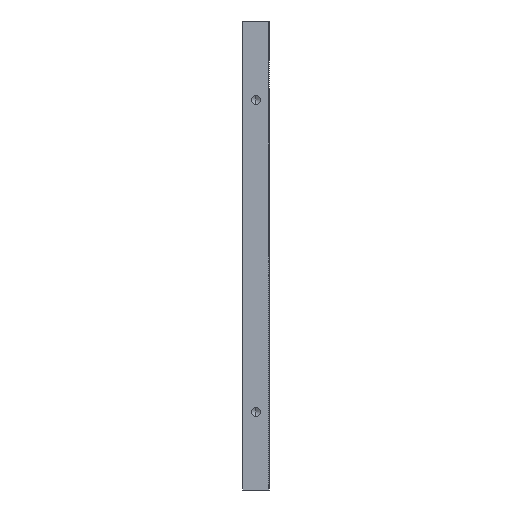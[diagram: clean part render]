
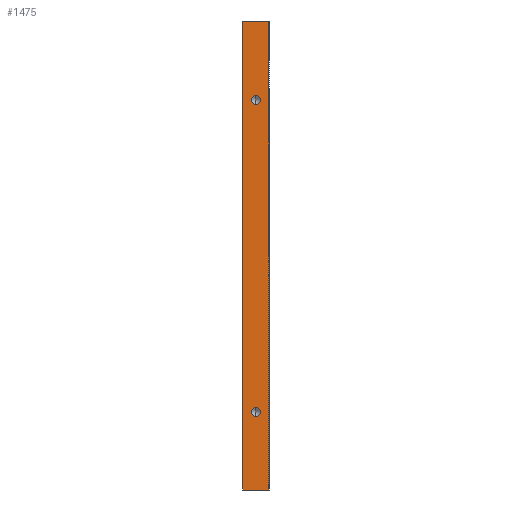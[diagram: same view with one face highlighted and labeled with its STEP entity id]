
A CAD part, left-side view. The second image highlights one B-rep face of the part: STEP entity #1475.
In plain terms, the highlighted planar face has unit normal (-1, 0, 0).
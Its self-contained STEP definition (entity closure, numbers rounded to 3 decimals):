
#29 = CARTESIAN_POINT ( 'NONE',  ( -280., 5., 90. ) ) ;
#31 = CARTESIAN_POINT ( 'NONE',  ( -280., 0., -58.35 ) ) ;
#57 = CARTESIAN_POINT ( 'NONE',  ( -280., 5., 90. ) ) ;
#65 = EDGE_CURVE ( 'NONE', #656, #942, #399, .T. ) ;
#70 = ORIENTED_EDGE ( 'NONE', *, *, #1382, .T. ) ;
#95 = EDGE_CURVE ( 'NONE', #1588, #1523, #1135, .T. ) ;
#151 = CARTESIAN_POINT ( 'NONE',  ( -280., 0., 60. ) ) ;
#173 = DIRECTION ( 'NONE',  ( 0., 0., -1. ) ) ;
#175 = EDGE_CURVE ( 'NONE', #1421, #1604, #1682, .T. ) ;
#176 = DIRECTION ( 'NONE',  ( -1., 0., 0. ) ) ;
#232 = EDGE_CURVE ( 'NONE', #942, #656, #1830, .T. ) ;
#264 = CARTESIAN_POINT ( 'NONE',  ( -280., -5., 90. ) ) ;
#289 = DIRECTION ( 'NONE',  ( 0., 0., 1. ) ) ;
#308 = DIRECTION ( 'NONE',  ( -1., 0., 0. ) ) ;
#328 = LINE ( 'NONE', #57, #1846 ) ;
#365 = FACE_OUTER_BOUND ( 'NONE', #1545, .T. ) ;
#399 = CIRCLE ( 'NONE', #625, 1.65 ) ;
#411 = CARTESIAN_POINT ( 'NONE',  ( -280., -5., -90. ) ) ;
#510 = VECTOR ( 'NONE', #1162, 1000. ) ;
#524 = DIRECTION ( 'NONE',  ( -1., 0., 0. ) ) ;
#543 = VERTEX_POINT ( 'NONE', #264 ) ;
#592 = DIRECTION ( 'NONE',  ( -1., 0., 0. ) ) ;
#609 = AXIS2_PLACEMENT_3D ( 'NONE', #29, #1075, #173 ) ;
#625 = AXIS2_PLACEMENT_3D ( 'NONE', #1036, #592, #289 ) ;
#631 = CARTESIAN_POINT ( 'NONE',  ( -280., 5., 90. ) ) ;
#656 = VERTEX_POINT ( 'NONE', #1477 ) ;
#663 = ORIENTED_EDGE ( 'NONE', *, *, #95, .F. ) ;
#668 = EDGE_CURVE ( 'NONE', #1604, #1421, #1640, .T. ) ;
#686 = ORIENTED_EDGE ( 'NONE', *, *, #668, .F. ) ;
#790 = VERTEX_POINT ( 'NONE', #411 ) ;
#820 = AXIS2_PLACEMENT_3D ( 'NONE', #151, #176, #1504 ) ;
#872 = CARTESIAN_POINT ( 'NONE',  ( -280., 5., 90. ) ) ;
#873 = CARTESIAN_POINT ( 'NONE',  ( -280., 5., -90. ) ) ;
#942 = VERTEX_POINT ( 'NONE', #31 ) ;
#952 = ORIENTED_EDGE ( 'NONE', *, *, #232, .F. ) ;
#1028 = DIRECTION ( 'NONE',  ( 0., -1., 0. ) ) ;
#1036 = CARTESIAN_POINT ( 'NONE',  ( -280., 0., -60. ) ) ;
#1075 = DIRECTION ( 'NONE',  ( 1., 0., 0. ) ) ;
#1093 = ORIENTED_EDGE ( 'NONE', *, *, #175, .F. ) ;
#1101 = EDGE_CURVE ( 'NONE', #1523, #543, #328, .T. ) ;
#1107 = CARTESIAN_POINT ( 'NONE',  ( -280., 5., -90. ) ) ;
#1121 = CARTESIAN_POINT ( 'NONE',  ( -280., 0., -60. ) ) ;
#1135 = LINE ( 'NONE', #872, #1464 ) ;
#1155 = DIRECTION ( 'NONE',  ( 0., 0., 1. ) ) ;
#1162 = DIRECTION ( 'NONE',  ( 0., 0., 1. ) ) ;
#1188 = CARTESIAN_POINT ( 'NONE',  ( -280., 0., 60. ) ) ;
#1194 = FACE_BOUND ( 'NONE', #1414, .T. ) ;
#1195 = PLANE ( 'NONE',  #609 ) ;
#1203 = AXIS2_PLACEMENT_3D ( 'NONE', #1121, #524, #1659 ) ;
#1215 = ORIENTED_EDGE ( 'NONE', *, *, #65, .F. ) ;
#1231 = CARTESIAN_POINT ( 'NONE',  ( -280., 0., 58.35 ) ) ;
#1293 = CARTESIAN_POINT ( 'NONE',  ( -280., -5., 90. ) ) ;
#1382 = EDGE_CURVE ( 'NONE', #1588, #790, #1892, .T. ) ;
#1414 = EDGE_LOOP ( 'NONE', ( #952, #1215 ) ) ;
#1421 = VERTEX_POINT ( 'NONE', #1496 ) ;
#1422 = DIRECTION ( 'NONE',  ( 0., 0., 1. ) ) ;
#1464 = VECTOR ( 'NONE', #1155, 1000. ) ;
#1475 = ADVANCED_FACE ( 'NONE', ( #1919, #1194, #365 ), #1195, .F. ) ;
#1477 = CARTESIAN_POINT ( 'NONE',  ( -280., 0., -61.65 ) ) ;
#1496 = CARTESIAN_POINT ( 'NONE',  ( -280., 0., 61.65 ) ) ;
#1504 = DIRECTION ( 'NONE',  ( 0., 0., 1. ) ) ;
#1523 = VERTEX_POINT ( 'NONE', #631 ) ;
#1545 = EDGE_LOOP ( 'NONE', ( #1803, #1745, #663, #70 ) ) ;
#1547 = DIRECTION ( 'NONE',  ( 0., -1., 0. ) ) ;
#1588 = VERTEX_POINT ( 'NONE', #1107 ) ;
#1604 = VERTEX_POINT ( 'NONE', #1231 ) ;
#1626 = AXIS2_PLACEMENT_3D ( 'NONE', #1188, #308, #1422 ) ;
#1640 = CIRCLE ( 'NONE', #1626, 1.65 ) ;
#1659 = DIRECTION ( 'NONE',  ( 0., 0., 1. ) ) ;
#1682 = CIRCLE ( 'NONE', #820, 1.65 ) ;
#1745 = ORIENTED_EDGE ( 'NONE', *, *, #1101, .F. ) ;
#1794 = VECTOR ( 'NONE', #1028, 1000. ) ;
#1803 = ORIENTED_EDGE ( 'NONE', *, *, #1856, .T. ) ;
#1821 = LINE ( 'NONE', #1293, #510 ) ;
#1830 = CIRCLE ( 'NONE', #1203, 1.65 ) ;
#1834 = EDGE_LOOP ( 'NONE', ( #1093, #686 ) ) ;
#1846 = VECTOR ( 'NONE', #1547, 1000. ) ;
#1856 = EDGE_CURVE ( 'NONE', #790, #543, #1821, .T. ) ;
#1892 = LINE ( 'NONE', #873, #1794 ) ;
#1919 = FACE_BOUND ( 'NONE', #1834, .T. ) ;
